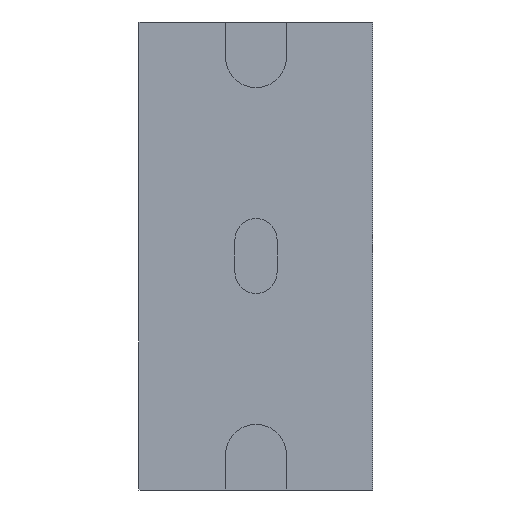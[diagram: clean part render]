
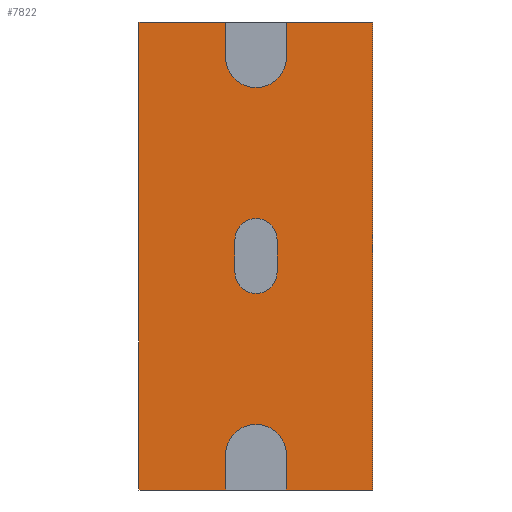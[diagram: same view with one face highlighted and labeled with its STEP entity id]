
A CAD part, front view. The second image highlights one B-rep face of the part: STEP entity #7822.
In plain terms, the highlighted planar face has unit normal (0, -1, 0).
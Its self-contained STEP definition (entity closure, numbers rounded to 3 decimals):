
#219=DIRECTION('',(-1.,0.,0.));
#220=VECTOR('',#219,9.25);
#221=CARTESIAN_POINT('',(-3.25,-32.2,1000.));
#222=LINE('',#221,#220);
#1938=CARTESIAN_POINT('',(0.,-32.2,996.25));
#1939=DIRECTION('',(0.,-1.,0.));
#1940=DIRECTION('',(-1.,0.,0.));
#1941=AXIS2_PLACEMENT_3D('',#1938,#1939,#1940);
#1946=DIRECTION('',(0.,0.,1.));
#1947=VECTOR('',#1946,3.75);
#1948=CARTESIAN_POINT('',(3.25,-32.2,996.25));
#1949=LINE('',#1948,#1947);
#1953=DIRECTION('',(-1.,0.,0.));
#1954=VECTOR('',#1953,9.25);
#1955=CARTESIAN_POINT('',(12.5,-32.2,950.));
#1956=LINE('',#1955,#1954);
#1960=CARTESIAN_POINT('',(0.,-32.2,953.75));
#1961=DIRECTION('',(0.,-1.,0.));
#1962=DIRECTION('',(1.,0.,0.));
#1963=AXIS2_PLACEMENT_3D('',#1960,#1961,#1962);
#1968=DIRECTION('',(0.,0.,-1.));
#1969=VECTOR('',#1968,3.75);
#1970=CARTESIAN_POINT('',(-3.25,-32.2,953.75));
#1971=LINE('',#1970,#1969);
#1975=DIRECTION('',(-1.,0.,0.));
#1976=VECTOR('',#1975,9.25);
#1977=CARTESIAN_POINT('',(-3.25,-32.2,950.));
#1978=LINE('',#1977,#1976);
#1982=DIRECTION('',(0.,0.,1.));
#1983=VECTOR('',#1982,50.);
#1984=CARTESIAN_POINT('',(-12.5,-32.2,950.));
#1985=LINE('',#1984,#1983);
#1989=DIRECTION('',(0.,0.,1.));
#1990=VECTOR('',#1989,3.5);
#1991=CARTESIAN_POINT('',(2.25,-32.2,973.25));
#1992=LINE('',#1991,#1990);
#1996=CARTESIAN_POINT('',(0.,-32.2,976.75));
#1997=DIRECTION('',(0.,-1.,0.));
#1998=DIRECTION('',(1.,0.,0.));
#1999=AXIS2_PLACEMENT_3D('',#1996,#1997,#1998);
#2004=DIRECTION('',(0.,0.,-1.));
#2005=VECTOR('',#2004,3.5);
#2006=CARTESIAN_POINT('',(-2.25,-32.2,976.75));
#2007=LINE('',#2006,#2005);
#2011=CARTESIAN_POINT('',(0.,-32.2,973.25));
#2012=DIRECTION('',(0.,-1.,0.));
#2013=DIRECTION('',(-1.,0.,0.));
#2014=AXIS2_PLACEMENT_3D('',#2011,#2012,#2013);
#2061=DIRECTION('',(-1.,0.,0.));
#2062=VECTOR('',#2061,9.25);
#2063=CARTESIAN_POINT('',(12.5,-32.2,1000.));
#2064=LINE('',#2063,#2062);
#2264=DIRECTION('',(0.,0.,1.));
#2265=VECTOR('',#2264,50.);
#2266=CARTESIAN_POINT('',(12.5,-32.2,950.));
#2267=LINE('',#2266,#2265);
#4815=DIRECTION('',(0.,0.,-1.));
#4816=VECTOR('',#4815,3.75);
#4817=CARTESIAN_POINT('',(3.25,-32.2,953.75));
#4818=LINE('',#4817,#4816);
#4850=DIRECTION('',(0.,0.,1.));
#4851=VECTOR('',#4850,3.75);
#4852=CARTESIAN_POINT('',(-3.25,-32.2,996.25));
#4853=LINE('',#4852,#4851);
#4899=CARTESIAN_POINT('',(-12.5,-32.2,1000.));
#4901=VERTEX_POINT('',#4899);
#4921=CARTESIAN_POINT('',(-3.25,-32.2,1000.));
#4922=VERTEX_POINT('',#4921);
#4924=CARTESIAN_POINT('',(-12.5,-32.2,950.));
#4926=VERTEX_POINT('',#4924);
#4983=CARTESIAN_POINT('',(-3.25,-32.2,950.));
#4984=VERTEX_POINT('',#4983);
#5092=CARTESIAN_POINT('',(12.5,-32.2,950.));
#5094=VERTEX_POINT('',#5092);
#5109=CARTESIAN_POINT('',(3.25,-32.2,950.));
#5110=VERTEX_POINT('',#5109);
#5111=CARTESIAN_POINT('',(12.5,-32.2,1000.));
#5112=VERTEX_POINT('',#5111);
#5356=CARTESIAN_POINT('',(-3.25,-32.2,996.25));
#5357=CARTESIAN_POINT('',(3.25,-32.2,996.25));
#5358=VERTEX_POINT('',#5356);
#5359=VERTEX_POINT('',#5357);
#5360=CARTESIAN_POINT('',(3.25,-32.2,1000.));
#5361=VERTEX_POINT('',#5360);
#5362=CARTESIAN_POINT('',(3.25,-32.2,953.75));
#5363=VERTEX_POINT('',#5362);
#5364=CARTESIAN_POINT('',(-3.25,-32.2,953.75));
#5365=VERTEX_POINT('',#5364);
#5366=CARTESIAN_POINT('',(2.25,-32.2,973.25));
#5367=CARTESIAN_POINT('',(2.25,-32.2,976.75));
#5368=VERTEX_POINT('',#5366);
#5369=VERTEX_POINT('',#5367);
#5370=CARTESIAN_POINT('',(-2.25,-32.2,976.75));
#5371=VERTEX_POINT('',#5370);
#5372=CARTESIAN_POINT('',(-2.25,-32.2,973.25));
#5373=VERTEX_POINT('',#5372);
#7785=CARTESIAN_POINT('',(-12.5,-32.2,1000.));
#7786=DIRECTION('',(0.,-1.,0.));
#7787=DIRECTION('',(1.,0.,0.));
#7788=AXIS2_PLACEMENT_3D('',#7785,#7786,#7787);
#7789=PLANE('',#7788);
#7790=ORIENTED_EDGE('',*,*,#7768,.T.);
#7792=ORIENTED_EDGE('',*,*,#7791,.T.);
#7794=ORIENTED_EDGE('',*,*,#7793,.F.);
#7796=ORIENTED_EDGE('',*,*,#7795,.F.);
#7798=ORIENTED_EDGE('',*,*,#7797,.T.);
#7800=ORIENTED_EDGE('',*,*,#7799,.F.);
#7802=ORIENTED_EDGE('',*,*,#7801,.T.);
#7804=ORIENTED_EDGE('',*,*,#7803,.T.);
#7805=ORIENTED_EDGE('',*,*,#5901,.T.);
#7806=ORIENTED_EDGE('',*,*,#5867,.T.);
#7807=ORIENTED_EDGE('',*,*,#5805,.F.);
#7809=ORIENTED_EDGE('',*,*,#7808,.F.);
#7810=EDGE_LOOP('',(#7790,#7792,#7794,#7796,#7798,#7800,#7802,#7804,#7805,#7806,
#7807,#7809));
#7811=FACE_OUTER_BOUND('',#7810,.F.);
#7813=ORIENTED_EDGE('',*,*,#7812,.T.);
#7815=ORIENTED_EDGE('',*,*,#7814,.T.);
#7817=ORIENTED_EDGE('',*,*,#7816,.T.);
#7819=ORIENTED_EDGE('',*,*,#7818,.T.);
#7820=EDGE_LOOP('',(#7813,#7815,#7817,#7819));
#7821=FACE_BOUND('',#7820,.F.);
#1942=CIRCLE('',#1941,3.25);
#1964=CIRCLE('',#1963,3.25);
#2000=CIRCLE('',#1999,2.25);
#2015=CIRCLE('',#2014,2.25);
#5805=EDGE_CURVE('',#4922,#4901,#222,.T.);
#5867=EDGE_CURVE('',#4926,#4901,#1985,.T.);
#5901=EDGE_CURVE('',#4984,#4926,#1978,.T.);
#7768=EDGE_CURVE('',#5358,#5359,#1942,.T.);
#7791=EDGE_CURVE('',#5359,#5361,#1949,.T.);
#7793=EDGE_CURVE('',#5112,#5361,#2064,.T.);
#7795=EDGE_CURVE('',#5094,#5112,#2267,.T.);
#7797=EDGE_CURVE('',#5094,#5110,#1956,.T.);
#7799=EDGE_CURVE('',#5363,#5110,#4818,.T.);
#7801=EDGE_CURVE('',#5363,#5365,#1964,.T.);
#7803=EDGE_CURVE('',#5365,#4984,#1971,.T.);
#7808=EDGE_CURVE('',#5358,#4922,#4853,.T.);
#7812=EDGE_CURVE('',#5368,#5369,#1992,.T.);
#7814=EDGE_CURVE('',#5369,#5371,#2000,.T.);
#7816=EDGE_CURVE('',#5371,#5373,#2007,.T.);
#7818=EDGE_CURVE('',#5373,#5368,#2015,.T.);
#7822=ADVANCED_FACE('',(#7811,#7821),#7789,.T.);
